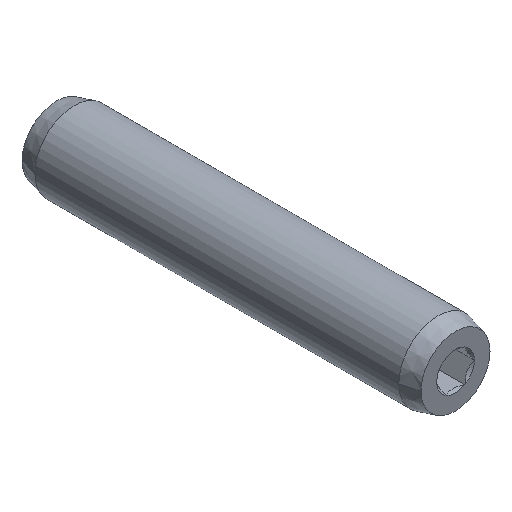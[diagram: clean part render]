
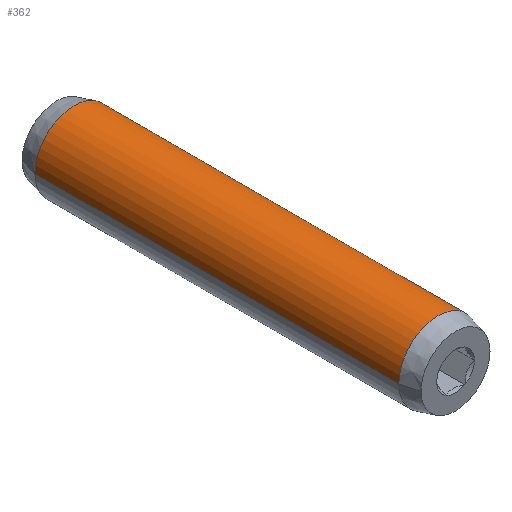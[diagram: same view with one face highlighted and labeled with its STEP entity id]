
A CAD part, isometric view. The second image highlights one B-rep face of the part: STEP entity #362.
In plain terms, the highlighted cylindrical face has radius 2.381 mm (diameter 4.762 mm), a partial arc.
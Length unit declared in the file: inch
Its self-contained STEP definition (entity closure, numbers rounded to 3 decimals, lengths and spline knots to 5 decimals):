
#7 = LINE ( 'NONE', #586, #978 ) ;
#60 = AXIS2_PLACEMENT_3D ( 'NONE', #921, #169, #1330 ) ;
#80 = CARTESIAN_POINT ( 'NONE',  ( 0.65288, 0.61535, 0.77934 ) ) ;
#82 = VERTEX_POINT ( 'NONE', #80 ) ;
#168 = CARTESIAN_POINT ( 'NONE',  ( 0.46538, 0.61535, 0.77934 ) ) ;
#169 = DIRECTION ( 'NONE',  ( 0., 1., 0. ) ) ;
#205 = CIRCLE ( 'NONE', #1158, 0.09375 ) ;
#255 = LINE ( 'NONE', #1348, #1315 ) ;
#362 = ADVANCED_FACE ( 'NONE', ( #866 ), #1277, .T. ) ;
#436 = ORIENTED_EDGE ( 'NONE', *, *, #715, .T. ) ;
#546 = ORIENTED_EDGE ( 'NONE', *, *, #659, .T. ) ;
#586 = CARTESIAN_POINT ( 'NONE',  ( 0.65288, 0.5512, 0.77934 ) ) ;
#649 = VERTEX_POINT ( 'NONE', #1009 ) ;
#659 = EDGE_CURVE ( 'NONE', #842, #649, #762, .T. ) ;
#715 = EDGE_CURVE ( 'NONE', #649, #82, #7, .T. ) ;
#750 = EDGE_CURVE ( 'NONE', #842, #1107, #255, .T. ) ;
#762 = CIRCLE ( 'NONE', #1268, 0.09375 ) ;
#784 = EDGE_CURVE ( 'NONE', #1107, #82, #205, .T. ) ;
#823 = DIRECTION ( 'NONE',  ( 0., 1., 0. ) ) ;
#842 = VERTEX_POINT ( 'NONE', #1039 ) ;
#866 = FACE_OUTER_BOUND ( 'NONE', #1111, .T. ) ;
#912 = DIRECTION ( 'NONE',  ( -1., 0., 0. ) ) ;
#914 = DIRECTION ( 'NONE',  ( 0., 1., 0. ) ) ;
#921 = CARTESIAN_POINT ( 'NONE',  ( 0.55913, 0.5512, 0.77934 ) ) ;
#963 = CARTESIAN_POINT ( 'NONE',  ( 0.55913, -0.25568, 0.77934 ) ) ;
#978 = VECTOR ( 'NONE', #823, 39.37008 ) ;
#1009 = CARTESIAN_POINT ( 'NONE',  ( 0.65288, -0.25568, 0.77934 ) ) ;
#1039 = CARTESIAN_POINT ( 'NONE',  ( 0.46538, -0.25568, 0.77934 ) ) ;
#1107 = VERTEX_POINT ( 'NONE', #168 ) ;
#1108 = ORIENTED_EDGE ( 'NONE', *, *, #784, .F. ) ;
#1111 = EDGE_LOOP ( 'NONE', ( #546, #436, #1108, #1278 ) ) ;
#1158 = AXIS2_PLACEMENT_3D ( 'NONE', #1214, #1212, #1206 ) ;
#1206 = DIRECTION ( 'NONE',  ( -1., 0., 0. ) ) ;
#1212 = DIRECTION ( 'NONE',  ( 0., 1., 0. ) ) ;
#1214 = CARTESIAN_POINT ( 'NONE',  ( 0.55913, 0.61535, 0.77934 ) ) ;
#1268 = AXIS2_PLACEMENT_3D ( 'NONE', #963, #914, #912 ) ;
#1277 = CYLINDRICAL_SURFACE ( 'NONE', #60, 0.09375 ) ;
#1278 = ORIENTED_EDGE ( 'NONE', *, *, #750, .F. ) ;
#1309 = DIRECTION ( 'NONE',  ( 0., 1., 0. ) ) ;
#1315 = VECTOR ( 'NONE', #1309, 39.37008 ) ;
#1330 = DIRECTION ( 'NONE',  ( -1., 0., 0. ) ) ;
#1348 = CARTESIAN_POINT ( 'NONE',  ( 0.46538, 0.5512, 0.77934 ) ) ;
